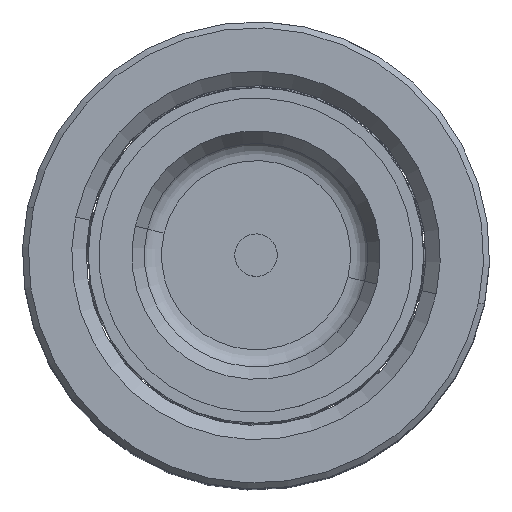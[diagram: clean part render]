
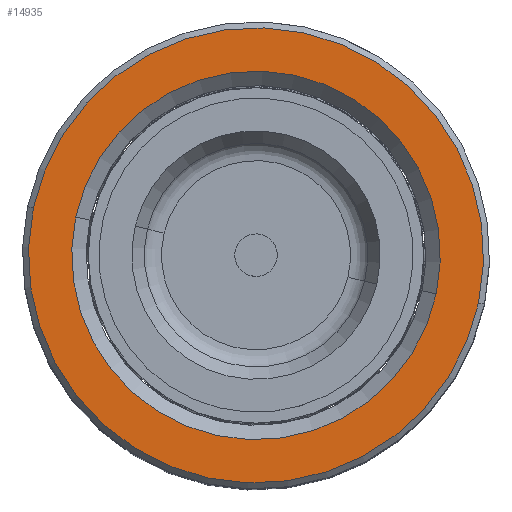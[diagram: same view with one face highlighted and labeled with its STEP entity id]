
A CAD part, top view. The second image highlights one B-rep face of the part: STEP entity #14935.
In plain terms, the highlighted planar face has unit normal (0, 0, 1).
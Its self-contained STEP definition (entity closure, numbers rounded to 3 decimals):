
#396 = VERTEX_POINT ( 'NONE', #25077 ) ;
#465 = EDGE_CURVE ( 'NONE', #34095, #25394, #9361, .T. ) ;
#1046 = EDGE_CURVE ( 'NONE', #396, #20911, #1742, .T. ) ;
#1069 = CARTESIAN_POINT ( 'NONE',  ( 0., 0., 80. ) ) ;
#1519 = DIRECTION ( 'NONE',  ( 0., 0., 1. ) ) ;
#1742 = CIRCLE ( 'NONE', #35771, 26.8 ) ;
#1889 = EDGE_LOOP ( 'NONE', ( #27334, #20858 ) ) ;
#2652 = AXIS2_PLACEMENT_3D ( 'NONE', #8151, #18750, #14802 ) ;
#4457 = CARTESIAN_POINT ( 'NONE',  ( 0., 0., 80. ) ) ;
#7380 = DIRECTION ( 'NONE',  ( 1., 0., 0. ) ) ;
#7947 = DIRECTION ( 'NONE',  ( 0., 0., 1. ) ) ;
#8151 = CARTESIAN_POINT ( 'NONE',  ( 0., 0., 80. ) ) ;
#9361 = CIRCLE ( 'NONE', #2652, 21.7 ) ;
#9573 = EDGE_CURVE ( 'NONE', #20911, #396, #24663, .T. ) ;
#11413 = DIRECTION ( 'NONE',  ( 1., 0., 0. ) ) ;
#13023 = CARTESIAN_POINT ( 'NONE',  ( 26.8, 0., 80. ) ) ;
#13294 = EDGE_CURVE ( 'NONE', #25394, #34095, #32595, .T. ) ;
#14802 = DIRECTION ( 'NONE',  ( 1., 0., 0. ) ) ;
#14935 = ADVANCED_FACE ( 'NONE', ( #22170, #36281 ), #43622, .T. ) ;
#15050 = DIRECTION ( 'NONE',  ( 1., 0., 0. ) ) ;
#15076 = EDGE_LOOP ( 'NONE', ( #19974, #21480 ) ) ;
#16004 = CARTESIAN_POINT ( 'NONE',  ( 0., 0., 80. ) ) ;
#18750 = DIRECTION ( 'NONE',  ( 0., 0., -1. ) ) ;
#19974 = ORIENTED_EDGE ( 'NONE', *, *, #1046, .T. ) ;
#20689 = AXIS2_PLACEMENT_3D ( 'NONE', #16004, #22938, #7380 ) ;
#20858 = ORIENTED_EDGE ( 'NONE', *, *, #13294, .T. ) ;
#20911 = VERTEX_POINT ( 'NONE', #13023 ) ;
#21480 = ORIENTED_EDGE ( 'NONE', *, *, #9573, .T. ) ;
#21704 = DIRECTION ( 'NONE',  ( 1., 0., 0. ) ) ;
#22000 = CARTESIAN_POINT ( 'NONE',  ( 0., 0., 80. ) ) ;
#22170 = FACE_OUTER_BOUND ( 'NONE', #15076, .T. ) ;
#22938 = DIRECTION ( 'NONE',  ( 0., 0., 1. ) ) ;
#23747 = CARTESIAN_POINT ( 'NONE',  ( -21.7, 0., 80. ) ) ;
#24663 = CIRCLE ( 'NONE', #34274, 26.8 ) ;
#25077 = CARTESIAN_POINT ( 'NONE',  ( -26.8, 0., 80. ) ) ;
#25157 = DIRECTION ( 'NONE',  ( 0., 0., -1. ) ) ;
#25394 = VERTEX_POINT ( 'NONE', #23747 ) ;
#27334 = ORIENTED_EDGE ( 'NONE', *, *, #465, .T. ) ;
#32595 = CIRCLE ( 'NONE', #44476, 21.7 ) ;
#34095 = VERTEX_POINT ( 'NONE', #43204 ) ;
#34274 = AXIS2_PLACEMENT_3D ( 'NONE', #22000, #1519, #21704 ) ;
#35771 = AXIS2_PLACEMENT_3D ( 'NONE', #4457, #7947, #11413 ) ;
#36281 = FACE_BOUND ( 'NONE', #1889, .T. ) ;
#43204 = CARTESIAN_POINT ( 'NONE',  ( 21.7, 0., 80. ) ) ;
#43622 = PLANE ( 'NONE',  #20689 ) ;
#44476 = AXIS2_PLACEMENT_3D ( 'NONE', #1069, #25157, #15050 ) ;
